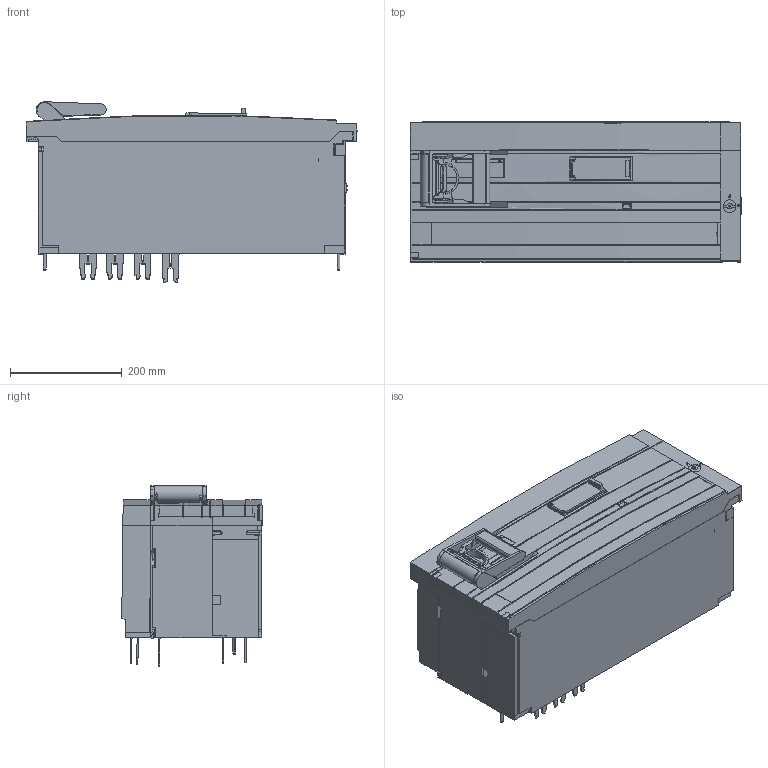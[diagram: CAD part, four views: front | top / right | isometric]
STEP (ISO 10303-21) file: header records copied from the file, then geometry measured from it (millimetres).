
FILE_DESCRIPTION((''),'2;1');
FILE_NAME('XRG2-50-10-4P-ITS2_1_1','2023-08-22T15:27:23',('20724'),(''),'CREO PARAMETRIC BY PTC INC, 2016390','CREO PARAMETRIC BY PTC INC, 2016390','');
FILE_SCHEMA(('AUTOMOTIVE_DESIGN { 1 0 10303 214 1 1 1 1 }'));
Products named in the file (1): XRG2-50-10-4P-ITS2_1_1
Bounding box: 591.5 x 250.68 x 322.42 mm (x, y, z)
Surface area: 1602282.8 mm2 (no closed solid volume)
Topology: 0 solids, 118 shells, 2330 faces, 7369 edges, 5210 vertices
Faces by surface type: plane 1698, cylinder 547, cone 51, torus 14, bspline 10, extrusion 7, sphere 3
Entity records: 106361 total; most frequent: CARTESIAN_POINT 18758, ORIENTED_EDGE 13442, DIRECTION 12618, EDGE_CURVE 7367, PRESENTATION_STYLE_ASSIGNMENT 6918, STYLED_ITEM 6807, CURVE_STYLE 6479, VECTOR 5630
